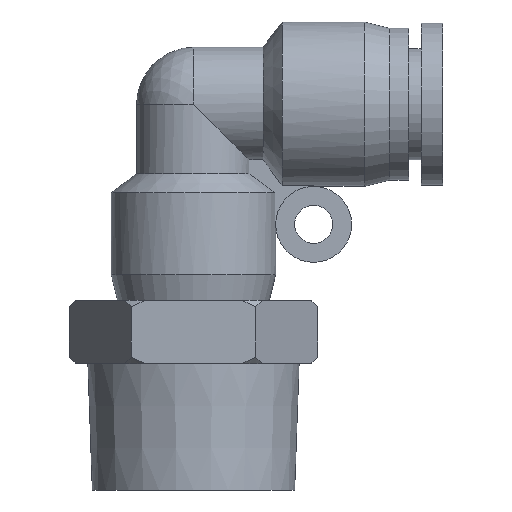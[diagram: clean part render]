
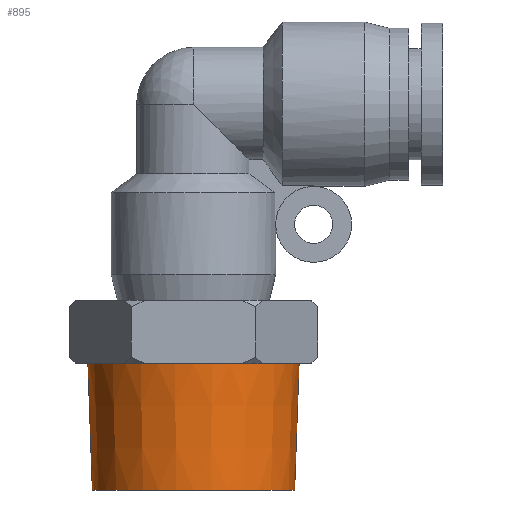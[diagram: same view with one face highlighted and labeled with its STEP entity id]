
A CAD part, front view. The second image highlights one B-rep face of the part: STEP entity #895.
In plain terms, the highlighted conical face has half-angle 2.005 degrees and reference radius 8.35 mm.
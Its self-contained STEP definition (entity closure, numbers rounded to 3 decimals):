
#35=CONICAL_SURFACE('',#990,8.35,0.035);
#105=LINE('',#1567,#153);
#153=VECTOR('',#1201,8.35);
#236=FACE_OUTER_BOUND('',#297,.T.);
#297=EDGE_LOOP('',(#746,#747,#748,#749));
#361=CIRCLE('',#989,8.);
#362=CIRCLE('',#991,8.35);
#423=VERTEX_POINT('',#1563);
#424=VERTEX_POINT('',#1566);
#537=EDGE_CURVE('',#423,#423,#361,.T.);
#538=EDGE_CURVE('',#423,#424,#105,.T.);
#539=EDGE_CURVE('',#424,#424,#362,.T.);
#746=ORIENTED_EDGE('',*,*,#537,.T.);
#747=ORIENTED_EDGE('',*,*,#538,.T.);
#748=ORIENTED_EDGE('',*,*,#539,.F.);
#749=ORIENTED_EDGE('',*,*,#538,.F.);
#895=ADVANCED_FACE('',(#236),#35,.T.);
#989=AXIS2_PLACEMENT_3D('',#1564,#1197,#1198);
#990=AXIS2_PLACEMENT_3D('',#1565,#1199,#1200);
#991=AXIS2_PLACEMENT_3D('',#1568,#1202,#1203);
#1197=DIRECTION('center_axis',(0.,0.,1.));
#1198=DIRECTION('ref_axis',(-1.,0.,0.));
#1199=DIRECTION('center_axis',(0.,0.,1.));
#1200=DIRECTION('ref_axis',(-1.,0.,0.));
#1201=DIRECTION('',(0.035,0.,0.999));
#1202=DIRECTION('center_axis',(0.,0.,1.));
#1203=DIRECTION('ref_axis',(-1.,0.,0.));
#1563=CARTESIAN_POINT('',(8.,0.,0.));
#1564=CARTESIAN_POINT('Origin',(0.,0.,0.));
#1565=CARTESIAN_POINT('Origin',(0.,0.,10.));
#1566=CARTESIAN_POINT('',(8.35,0.,10.));
#1567=CARTESIAN_POINT('',(8.35,0.,10.));
#1568=CARTESIAN_POINT('Origin',(0.,0.,10.));
